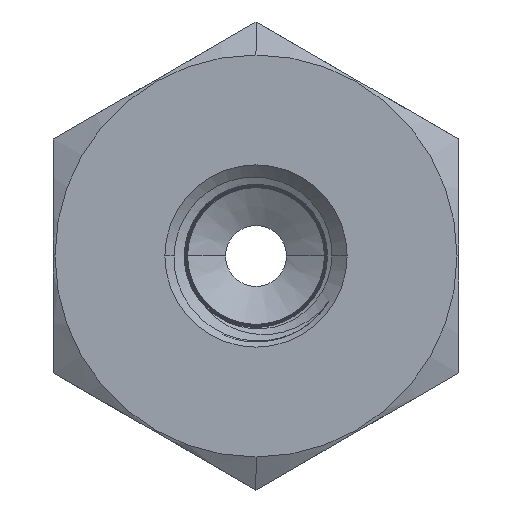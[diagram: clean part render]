
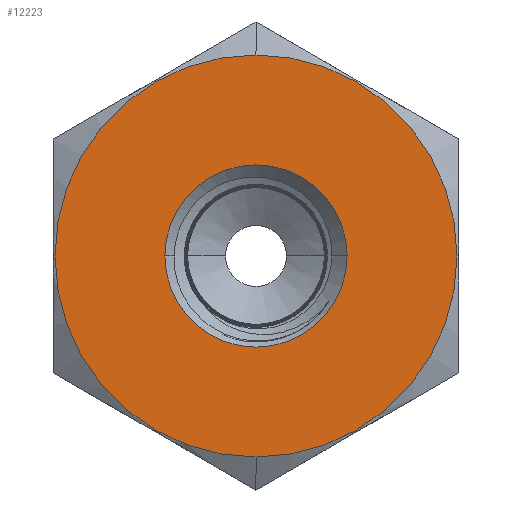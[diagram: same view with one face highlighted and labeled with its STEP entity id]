
A CAD part, front view. The second image highlights one B-rep face of the part: STEP entity #12223.
In plain terms, the highlighted planar face has unit normal (0, -1, 0).
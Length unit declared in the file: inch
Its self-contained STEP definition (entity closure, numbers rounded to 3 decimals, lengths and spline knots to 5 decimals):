
#190 = AXIS2_PLACEMENT_3D ( 'NONE', #8883, #5791, #4780 ) ;
#481 = DIRECTION ( 'NONE',  ( 0., 0., 1. ) ) ;
#623 = EDGE_LOOP ( 'NONE', ( #10550, #8266 ) ) ;
#1950 = CARTESIAN_POINT ( 'NONE',  ( 0.281, 0., 0. ) ) ;
#2211 = EDGE_CURVE ( 'NONE', #7248, #2674, #4567, .T. ) ;
#2289 = FACE_OUTER_BOUND ( 'NONE', #623, .T. ) ;
#2327 = DIRECTION ( 'NONE',  ( 0., -1., 0. ) ) ;
#2519 = CIRCLE ( 'NONE', #7474, 0.62 ) ;
#2540 = VERTEX_POINT ( 'NONE', #1950 ) ;
#2674 = VERTEX_POINT ( 'NONE', #12526 ) ;
#2950 = CIRCLE ( 'NONE', #190, 0.281 ) ;
#3159 = EDGE_CURVE ( 'NONE', #2674, #7248, #2519, .T. ) ;
#4064 = ORIENTED_EDGE ( 'NONE', *, *, #4093, .F. ) ;
#4093 = EDGE_CURVE ( 'NONE', #2540, #9813, #11219, .T. ) ;
#4335 = AXIS2_PLACEMENT_3D ( 'NONE', #11857, #12710, #11817 ) ;
#4347 = CARTESIAN_POINT ( 'NONE',  ( 0., 0., 0. ) ) ;
#4567 = CIRCLE ( 'NONE', #7712, 0.62 ) ;
#4601 = AXIS2_PLACEMENT_3D ( 'NONE', #10561, #6525, #481 ) ;
#4780 = DIRECTION ( 'NONE',  ( 1., 0., 0. ) ) ;
#4833 = CARTESIAN_POINT ( 'NONE',  ( 0., 0., 0.62 ) ) ;
#5791 = DIRECTION ( 'NONE',  ( 0., -1., 0. ) ) ;
#6483 = PLANE ( 'NONE',  #4601 ) ;
#6525 = DIRECTION ( 'NONE',  ( 0., 1., 0. ) ) ;
#7023 = ORIENTED_EDGE ( 'NONE', *, *, #7457, .F. ) ;
#7248 = VERTEX_POINT ( 'NONE', #4833 ) ;
#7457 = EDGE_CURVE ( 'NONE', #9813, #2540, #2950, .T. ) ;
#7459 = CARTESIAN_POINT ( 'NONE',  ( 0., 0., 0. ) ) ;
#7474 = AXIS2_PLACEMENT_3D ( 'NONE', #7459, #8471, #11547 ) ;
#7712 = AXIS2_PLACEMENT_3D ( 'NONE', #4347, #2327, #10329 ) ;
#7745 = CARTESIAN_POINT ( 'NONE',  ( -0.281, 0., 0. ) ) ;
#8266 = ORIENTED_EDGE ( 'NONE', *, *, #3159, .T. ) ;
#8471 = DIRECTION ( 'NONE',  ( 0., -1., 0. ) ) ;
#8602 = FACE_BOUND ( 'NONE', #11133, .T. ) ;
#8883 = CARTESIAN_POINT ( 'NONE',  ( 0., 0., 0. ) ) ;
#9813 = VERTEX_POINT ( 'NONE', #7745 ) ;
#10329 = DIRECTION ( 'NONE',  ( 0., 0., -1. ) ) ;
#10550 = ORIENTED_EDGE ( 'NONE', *, *, #2211, .T. ) ;
#10561 = CARTESIAN_POINT ( 'NONE',  ( 0., 0., 0. ) ) ;
#11133 = EDGE_LOOP ( 'NONE', ( #4064, #7023 ) ) ;
#11219 = CIRCLE ( 'NONE', #4335, 0.281 ) ;
#11547 = DIRECTION ( 'NONE',  ( 0., 0., -1. ) ) ;
#11817 = DIRECTION ( 'NONE',  ( 1., 0., 0. ) ) ;
#11857 = CARTESIAN_POINT ( 'NONE',  ( 0., 0., 0. ) ) ;
#12223 = ADVANCED_FACE ( 'NONE', ( #2289, #8602 ), #6483, .F. ) ;
#12526 = CARTESIAN_POINT ( 'NONE',  ( 0., 0., -0.62 ) ) ;
#12710 = DIRECTION ( 'NONE',  ( 0., -1., 0. ) ) ;
